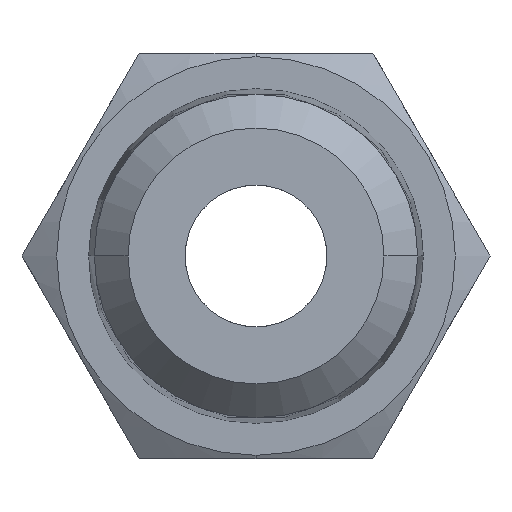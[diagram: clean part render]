
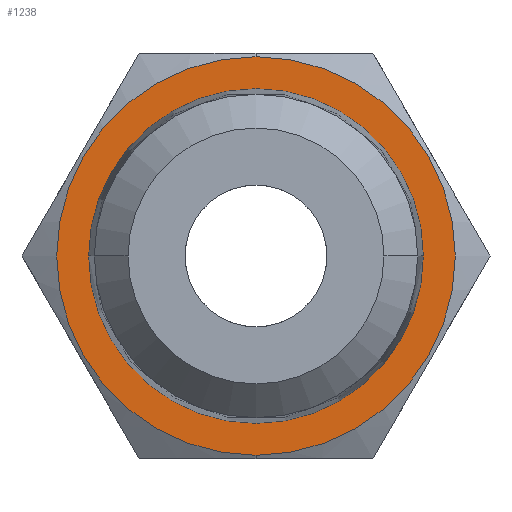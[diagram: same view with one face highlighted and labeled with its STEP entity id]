
A CAD part, front view. The second image highlights one B-rep face of the part: STEP entity #1238.
In plain terms, the highlighted planar face has unit normal (0, -1, 0).
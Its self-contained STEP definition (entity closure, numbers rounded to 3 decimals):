
#508 = DIRECTION ( 'NONE',  ( 0., -1., 0. ) ) ;
#509 = CARTESIAN_POINT ( 'NONE',  ( 0., 7.5, 0. ) ) ;
#510 = AXIS2_PLACEMENT_3D ( 'NONE', #509, #508, #517 ) ;
#511 = CIRCLE ( 'NONE', #510, 5.9 ) ;
#517 = DIRECTION ( 'NONE',  ( 0., 0., -1. ) ) ;
#593 = DIRECTION ( 'NONE',  ( 1., 0., 0. ) ) ;
#594 = DIRECTION ( 'NONE',  ( 0., -1., 0. ) ) ;
#595 = AXIS2_PLACEMENT_3D ( 'NONE', #608, #594, #593 ) ;
#596 = CIRCLE ( 'NONE', #595, 4.954 ) ;
#608 = CARTESIAN_POINT ( 'NONE',  ( 0., 7.5, 0. ) ) ;
#911 = PLANE ( 'NONE',  #987 ) ;
#912 = FACE_BOUND ( 'NONE', #1236, .T. ) ;
#913 = FACE_OUTER_BOUND ( 'NONE', #1237, .T. ) ;
#929 = DIRECTION ( 'NONE',  ( 0., -1., 0. ) ) ;
#930 = CARTESIAN_POINT ( 'NONE',  ( 5.9, 7.5, 0. ) ) ;
#979 = DIRECTION ( 'NONE',  ( 0., 0., -1. ) ) ;
#987 = AXIS2_PLACEMENT_3D ( 'NONE', #930, #929, #979 ) ;
#1050 = DIRECTION ( 'NONE',  ( 0., 0., -1. ) ) ;
#1051 = DIRECTION ( 'NONE',  ( 0., -1., 0. ) ) ;
#1052 = CARTESIAN_POINT ( 'NONE',  ( 0., 7.5, 0. ) ) ;
#1053 = AXIS2_PLACEMENT_3D ( 'NONE', #1052, #1051, #1050 ) ;
#1054 = CIRCLE ( 'NONE', #1053, 5.9 ) ;
#1139 = CARTESIAN_POINT ( 'NONE',  ( 0., 7.5, 5.9 ) ) ;
#1144 = CARTESIAN_POINT ( 'NONE',  ( 0., 7.5, -5.9 ) ) ;
#1206 = CARTESIAN_POINT ( 'NONE',  ( -4.954, 7.5, 0. ) ) ;
#1219 = ORIENTED_EDGE ( 'NONE', *, *, #1322, .T. ) ;
#1223 = ORIENTED_EDGE ( 'NONE', *, *, #1705, .T. ) ;
#1236 = EDGE_LOOP ( 'NONE', ( #1466, #1489 ) ) ;
#1237 = EDGE_LOOP ( 'NONE', ( #1223, #1219 ) ) ;
#1238 = ADVANCED_FACE ( 'NONE', ( #913, #912 ), #911, .T. ) ;
#1289 = DIRECTION ( 'NONE',  ( 1., 0., 0. ) ) ;
#1290 = DIRECTION ( 'NONE',  ( 0., -1., 0. ) ) ;
#1291 = AXIS2_PLACEMENT_3D ( 'NONE', #1329, #1290, #1289 ) ;
#1293 = CIRCLE ( 'NONE', #1291, 4.954 ) ;
#1322 = EDGE_CURVE ( 'NONE', #1323, #1324, #1054, .T. ) ;
#1323 = VERTEX_POINT ( 'NONE', #1144 ) ;
#1324 = VERTEX_POINT ( 'NONE', #1139 ) ;
#1329 = CARTESIAN_POINT ( 'NONE',  ( 0., 7.5, 0. ) ) ;
#1332 = VERTEX_POINT ( 'NONE', #1206 ) ;
#1362 = EDGE_CURVE ( 'NONE', #1381, #1332, #1293, .T. ) ;
#1381 = VERTEX_POINT ( 'NONE', #1430 ) ;
#1430 = CARTESIAN_POINT ( 'NONE',  ( 4.954, 7.5, 0. ) ) ;
#1466 = ORIENTED_EDGE ( 'NONE', *, *, #1523, .F. ) ;
#1489 = ORIENTED_EDGE ( 'NONE', *, *, #1362, .F. ) ;
#1523 = EDGE_CURVE ( 'NONE', #1332, #1381, #596, .T. ) ;
#1705 = EDGE_CURVE ( 'NONE', #1324, #1323, #511, .T. ) ;
